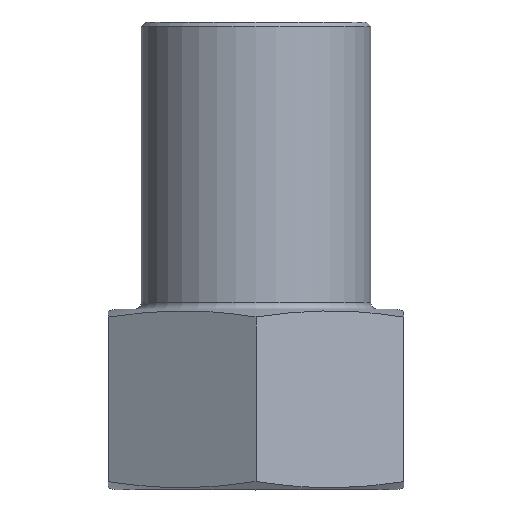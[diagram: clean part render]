
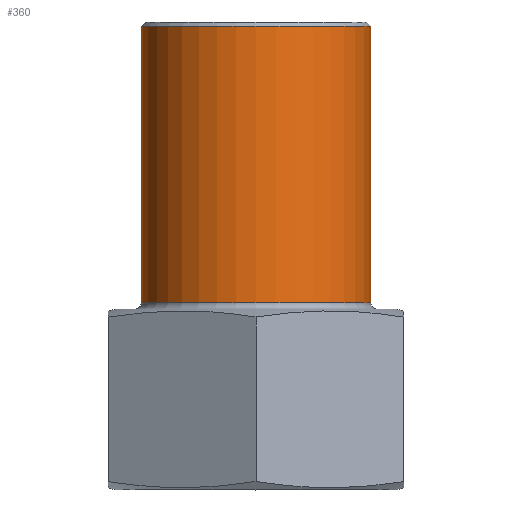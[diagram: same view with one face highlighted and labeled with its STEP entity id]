
A CAD part, top view. The second image highlights one B-rep face of the part: STEP entity #360.
In plain terms, the highlighted cylindrical face has radius 14 mm (diameter 28 mm), a full revolution.
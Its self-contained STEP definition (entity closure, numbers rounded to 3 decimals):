
#43=CYLINDRICAL_SURFACE('',#412,14.);
#51=FACE_OUTER_BOUND('',#74,.T.);
#74=EDGE_LOOP('',(#262,#263,#264,#265,#266,#267));
#95=LINE('',#588,#111);
#111=VECTOR('',#482,14.);
#132=CIRCLE('',#408,14.);
#133=CIRCLE('',#409,14.);
#135=CIRCLE('',#413,14.);
#136=CIRCLE('',#414,14.);
#158=VERTEX_POINT('',#578);
#159=VERTEX_POINT('',#580);
#161=VERTEX_POINT('',#587);
#162=VERTEX_POINT('',#589);
#198=EDGE_CURVE('',#158,#159,#132,.T.);
#199=EDGE_CURVE('',#159,#158,#133,.T.);
#201=EDGE_CURVE('',#159,#161,#95,.T.);
#202=EDGE_CURVE('',#161,#162,#135,.T.);
#203=EDGE_CURVE('',#162,#161,#136,.T.);
#262=ORIENTED_EDGE('',*,*,#198,.F.);
#263=ORIENTED_EDGE('',*,*,#199,.F.);
#264=ORIENTED_EDGE('',*,*,#201,.T.);
#265=ORIENTED_EDGE('',*,*,#202,.T.);
#266=ORIENTED_EDGE('',*,*,#203,.T.);
#267=ORIENTED_EDGE('',*,*,#201,.F.);
#360=ADVANCED_FACE('',(#51),#43,.T.);
#408=AXIS2_PLACEMENT_3D('',#581,#472,#473);
#409=AXIS2_PLACEMENT_3D('',#582,#474,#475);
#412=AXIS2_PLACEMENT_3D('',#586,#480,#481);
#413=AXIS2_PLACEMENT_3D('',#590,#483,#484);
#414=AXIS2_PLACEMENT_3D('',#591,#485,#486);
#472=DIRECTION('center_axis',(0.,1.,0.));
#473=DIRECTION('ref_axis',(0.,0.,-1.));
#474=DIRECTION('center_axis',(0.,1.,0.));
#475=DIRECTION('ref_axis',(0.,0.,-1.));
#480=DIRECTION('center_axis',(0.,1.,0.));
#481=DIRECTION('ref_axis',(0.,0.,1.));
#482=DIRECTION('',(0.,-1.,0.));
#483=DIRECTION('center_axis',(0.,1.,0.));
#484=DIRECTION('ref_axis',(1.,0.,0.));
#485=DIRECTION('center_axis',(0.,1.,0.));
#486=DIRECTION('ref_axis',(1.,0.,0.));
#578=CARTESIAN_POINT('',(0.,56.5,14.));
#580=CARTESIAN_POINT('',(0.,56.5,-14.));
#581=CARTESIAN_POINT('Origin',(0.,56.5,0.));
#582=CARTESIAN_POINT('Origin',(0.,56.5,0.));
#586=CARTESIAN_POINT('Origin',(0.,39.9,0.));
#587=CARTESIAN_POINT('',(0.,22.8,-14.));
#588=CARTESIAN_POINT('',(0.,39.9,-14.));
#589=CARTESIAN_POINT('',(0.,22.8,14.));
#590=CARTESIAN_POINT('Origin',(0.,22.8,0.));
#591=CARTESIAN_POINT('Origin',(0.,22.8,0.));
